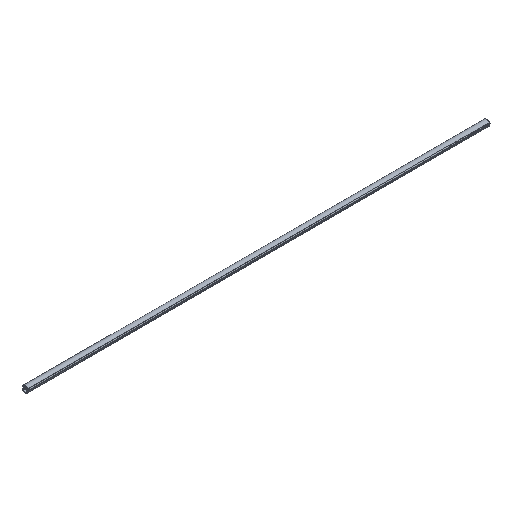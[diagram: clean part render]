
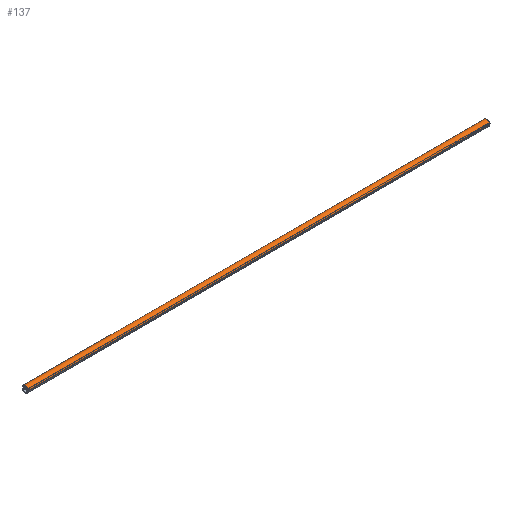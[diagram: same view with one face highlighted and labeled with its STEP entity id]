
A CAD part, isometric view. The second image highlights one B-rep face of the part: STEP entity #137.
In plain terms, the highlighted cylindrical face has radius 7.2 mm (diameter 14.4 mm), a partial arc.
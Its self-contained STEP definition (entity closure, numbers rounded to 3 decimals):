
#137=ADVANCED_FACE('',(#274),#275,.T.);
#274=FACE_OUTER_BOUND('',#412,.T.);
#275=CYLINDRICAL_SURFACE('',#413,7.2);
#412=EDGE_LOOP('',(#719,#720,#721,#722));
#413=AXIS2_PLACEMENT_3D('',#723,#724,#725);
#719=ORIENTED_EDGE('',*,*,#989,.T.);
#720=ORIENTED_EDGE('',*,*,#990,.F.);
#721=ORIENTED_EDGE('',*,*,#991,.F.);
#722=ORIENTED_EDGE('',*,*,#986,.T.);
#723=CARTESIAN_POINT('',(0.0,0.,-1.7));
#724=DIRECTION('',(1.0,0.0,0.0));
#725=DIRECTION('',(0.0,-0.957,0.29));
#986=EDGE_CURVE('',#1220,#1218,#1221,.T.);
#989=EDGE_CURVE('',#1218,#1224,#1225,.T.);
#990=EDGE_CURVE('',#1226,#1224,#1227,.T.);
#991=EDGE_CURVE('',#1220,#1226,#1228,.T.);
#1218=VERTEX_POINT('',#1524);
#1220=VERTEX_POINT('',#1526);
#1221=LINE('',#1527,#1528);
#1224=VERTEX_POINT('',#1531);
#1225=CIRCLE('',#1532,7.2);
#1226=VERTEX_POINT('',#1533);
#1227=LINE('',#1534,#1535);
#1228=CIRCLE('',#1536,7.2);
#1524=CARTESIAN_POINT('',(1000.0,-6.891,0.387));
#1526=CARTESIAN_POINT('',(0.0,-6.891,0.387));
#1527=CARTESIAN_POINT('',(0.0,-6.891,0.387));
#1528=VECTOR('',#1754,1.0);
#1531=CARTESIAN_POINT('',(1000.0,6.891,0.387));
#1532=AXIS2_PLACEMENT_3D('',#1758,#1759,#1760);
#1533=CARTESIAN_POINT('',(0.0,6.891,0.387));
#1534=CARTESIAN_POINT('',(0.0,6.891,0.387));
#1535=VECTOR('',#1761,1.0);
#1536=AXIS2_PLACEMENT_3D('',#1762,#1763,#1764);
#1754=DIRECTION('',(1.0,0.0,0.0));
#1758=CARTESIAN_POINT('',(1000.0,0.,-1.7));
#1759=DIRECTION('',(-1.0,0.0,0.0));
#1760=DIRECTION('',(0.0,-0.957,0.29));
#1761=DIRECTION('',(1.0,0.0,0.0));
#1762=CARTESIAN_POINT('',(0.0,0.,-1.7));
#1763=DIRECTION('',(-1.0,0.0,0.0));
#1764=DIRECTION('',(0.0,-0.957,0.29));
